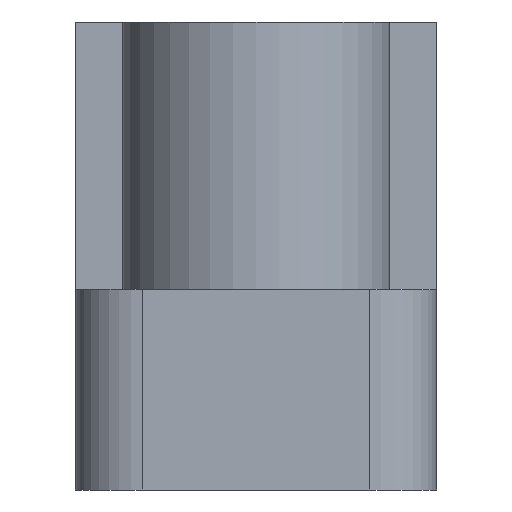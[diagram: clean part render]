
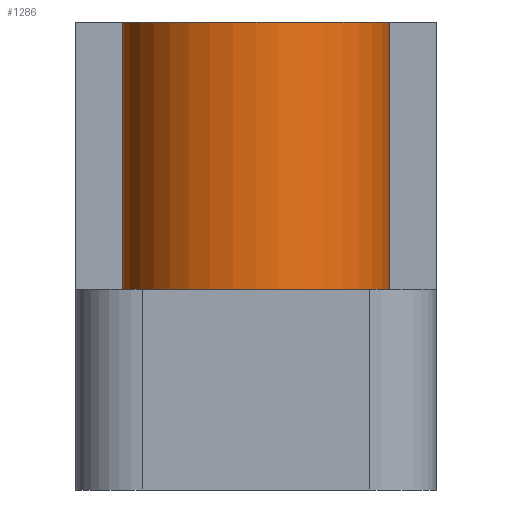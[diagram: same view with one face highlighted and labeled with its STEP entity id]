
A CAD part, left-side view. The second image highlights one B-rep face of the part: STEP entity #1286.
In plain terms, the highlighted cylindrical face has radius 4 mm (diameter 8 mm), a full revolution.
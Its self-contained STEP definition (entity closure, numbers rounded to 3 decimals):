
#111 = PLANE('',#112);
#112 = AXIS2_PLACEMENT_3D('',#113,#114,#115);
#113 = CARTESIAN_POINT('',(28.5,-5.4,5.));
#114 = DIRECTION('',(0.,0.,-1.));
#115 = DIRECTION('',(-1.,0.,0.));
#661 = EDGE_CURVE('',#662,#662,#664,.T.);
#662 = VERTEX_POINT('',#663);
#663 = CARTESIAN_POINT('',(4.,0.,5.));
#664 = SURFACE_CURVE('',#665,(#670,#677),.PCURVE_S1.);
#665 = CIRCLE('',#666,4.);
#666 = AXIS2_PLACEMENT_3D('',#667,#668,#669);
#667 = CARTESIAN_POINT('',(0.,0.,5.));
#668 = DIRECTION('',(0.,0.,-1.));
#669 = DIRECTION('',(1.,0.,0.));
#670 = PCURVE('',#111,#671);
#671 = DEFINITIONAL_REPRESENTATION('',(#672),#676);
#672 = CIRCLE('',#673,4.);
#673 = AXIS2_PLACEMENT_2D('',#674,#675);
#674 = CARTESIAN_POINT('',(28.5,5.4));
#675 = DIRECTION('',(-1.,0.));
#676 = ( GEOMETRIC_REPRESENTATION_CONTEXT(2) 
PARAMETRIC_REPRESENTATION_CONTEXT() REPRESENTATION_CONTEXT('2D SPACE',''
  ) );
#677 = PCURVE('',#678,#683);
#678 = CYLINDRICAL_SURFACE('',#679,4.);
#679 = AXIS2_PLACEMENT_3D('',#680,#681,#682);
#680 = CARTESIAN_POINT('',(0.,0.,-1.));
#681 = DIRECTION('',(0.,0.,-1.));
#682 = DIRECTION('',(1.,0.,0.));
#683 = DEFINITIONAL_REPRESENTATION('',(#684),#688);
#684 = LINE('',#685,#686);
#685 = CARTESIAN_POINT('',(-6.283,-6.));
#686 = VECTOR('',#687,1.);
#687 = DIRECTION('',(1.,0.));
#688 = ( GEOMETRIC_REPRESENTATION_CONTEXT(2) 
PARAMETRIC_REPRESENTATION_CONTEXT() REPRESENTATION_CONTEXT('2D SPACE',''
  ) );
#1286 = ADVANCED_FACE('',(#1287),#678,.T.);
#1287 = FACE_BOUND('',#1288,.F.);
#1288 = EDGE_LOOP('',(#1289,#1290,#1313,#1344));
#1289 = ORIENTED_EDGE('',*,*,#661,.T.);
#1290 = ORIENTED_EDGE('',*,*,#1291,.T.);
#1291 = EDGE_CURVE('',#662,#1292,#1294,.T.);
#1292 = VERTEX_POINT('',#1293);
#1293 = CARTESIAN_POINT('',(4.,0.,13.));
#1294 = SEAM_CURVE('',#1295,(#1299,#1306),.PCURVE_S1.);
#1295 = LINE('',#1296,#1297);
#1296 = CARTESIAN_POINT('',(4.,0.,-1.));
#1297 = VECTOR('',#1298,1.);
#1298 = DIRECTION('',(0.,0.,1.));
#1299 = PCURVE('',#678,#1300);
#1300 = DEFINITIONAL_REPRESENTATION('',(#1301),#1305);
#1301 = LINE('',#1302,#1303);
#1302 = CARTESIAN_POINT('',(-6.283,0.));
#1303 = VECTOR('',#1304,1.);
#1304 = DIRECTION('',(0.,-1.));
#1305 = ( GEOMETRIC_REPRESENTATION_CONTEXT(2) 
PARAMETRIC_REPRESENTATION_CONTEXT() REPRESENTATION_CONTEXT('2D SPACE',''
  ) );
#1306 = PCURVE('',#678,#1307);
#1307 = DEFINITIONAL_REPRESENTATION('',(#1308),#1312);
#1308 = LINE('',#1309,#1310);
#1309 = CARTESIAN_POINT('',(0.,0.));
#1310 = VECTOR('',#1311,1.);
#1311 = DIRECTION('',(0.,-1.));
#1312 = ( GEOMETRIC_REPRESENTATION_CONTEXT(2) 
PARAMETRIC_REPRESENTATION_CONTEXT() REPRESENTATION_CONTEXT('2D SPACE',''
  ) );
#1313 = ORIENTED_EDGE('',*,*,#1314,.T.);
#1314 = EDGE_CURVE('',#1292,#1292,#1315,.T.);
#1315 = SURFACE_CURVE('',#1316,(#1321,#1328),.PCURVE_S1.);
#1316 = CIRCLE('',#1317,4.);
#1317 = AXIS2_PLACEMENT_3D('',#1318,#1319,#1320);
#1318 = CARTESIAN_POINT('',(0.,0.,13.));
#1319 = DIRECTION('',(0.,0.,1.));
#1320 = DIRECTION('',(1.,0.,0.));
#1321 = PCURVE('',#678,#1322);
#1322 = DEFINITIONAL_REPRESENTATION('',(#1323),#1327);
#1323 = LINE('',#1324,#1325);
#1324 = CARTESIAN_POINT('',(0.,-14.));
#1325 = VECTOR('',#1326,1.);
#1326 = DIRECTION('',(-1.,0.));
#1327 = ( GEOMETRIC_REPRESENTATION_CONTEXT(2) 
PARAMETRIC_REPRESENTATION_CONTEXT() REPRESENTATION_CONTEXT('2D SPACE',''
  ) );
#1328 = PCURVE('',#1329,#1334);
#1329 = PLANE('',#1330);
#1330 = AXIS2_PLACEMENT_3D('',#1331,#1332,#1333);
#1331 = CARTESIAN_POINT('',(4.,0.,13.));
#1332 = DIRECTION('',(0.,0.,-1.));
#1333 = DIRECTION('',(-1.,0.,0.));
#1334 = DEFINITIONAL_REPRESENTATION('',(#1335),#1343);
#1335 = ( BOUNDED_CURVE() B_SPLINE_CURVE(2,(#1336,#1337,#1338,#1339,
#1340,#1341,#1342),.UNSPECIFIED.,.F.,.F.) B_SPLINE_CURVE_WITH_KNOTS((1,2
    ,2,2,2,1),(-2.094,0.,2.094,4.189,
6.283,8.378),.UNSPECIFIED.) CURVE() 
GEOMETRIC_REPRESENTATION_ITEM() RATIONAL_B_SPLINE_CURVE((1.,0.5,1.,0.5,
1.,0.5,1.)) REPRESENTATION_ITEM('') );
#1336 = CARTESIAN_POINT('',(0.,0.));
#1337 = CARTESIAN_POINT('',(0.,6.928));
#1338 = CARTESIAN_POINT('',(6.,3.464));
#1339 = CARTESIAN_POINT('',(12.,0.));
#1340 = CARTESIAN_POINT('',(6.,-3.464));
#1341 = CARTESIAN_POINT('',(0.,-6.928));
#1342 = CARTESIAN_POINT('',(0.,0.));
#1343 = ( GEOMETRIC_REPRESENTATION_CONTEXT(2) 
PARAMETRIC_REPRESENTATION_CONTEXT() REPRESENTATION_CONTEXT('2D SPACE',''
  ) );
#1344 = ORIENTED_EDGE('',*,*,#1291,.F.);
